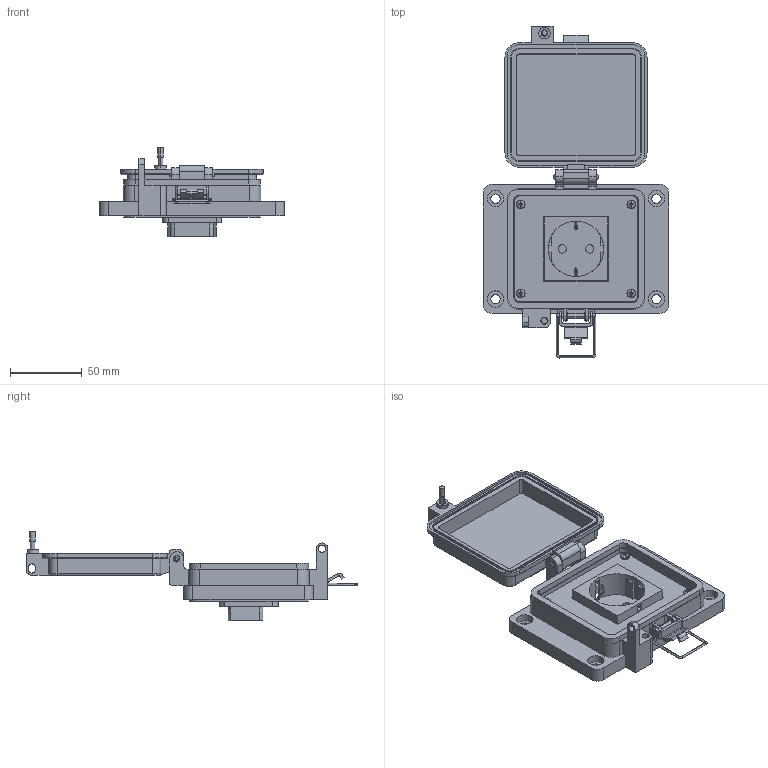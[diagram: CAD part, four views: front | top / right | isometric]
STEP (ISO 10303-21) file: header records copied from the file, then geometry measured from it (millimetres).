
FILE_DESCRIPTION (( 'STEP AP203' ), '1' );
FILE_NAME ('P-XX-K3RE0_3D.STEP', '2021-04-06T16:12:17', ( '' ), ( '' ), 'SwSTEP 2.0', 'SolidWorks 2019', '' );
FILE_SCHEMA (( 'CONFIG_CONTROL_DESIGN' ));
Length unit declared in the file: millimetre
Products named in the file (8): Z-H-K3_B; Z-200-OTLT-RE; P-XX-K3RE0_BP180_1; P-XX-K3RE0_3D; RE; P-XX-K3RE0_FP060_1; -K3; 92005A124_METRIC PAN HEAD PHILLIPS MACHINE SCREW_92005A124
Assembly tree (10 placements, depth 3):
  P-XX-K3RE0_3D
    P-XX-K3RE0_BP180_1
    P-XX-K3RE0_FP060_1
    RE
      Z-200-OTLT-RE
    -K3
      Z-H-K3_B
    92005A124_METRIC PAN HEAD PHILLIPS MACHINE SCREW_92005A124  x4
Bounding box: 129 x 231.18 x 62.24 mm (x, y, z)
Volume: 188824.4 mm3; surface area: 108919.2 mm2
Topology: 17 solids, 17 shells, 1478 faces, 4200 edges, 2782 vertices
Faces by surface type: cylinder 849, plane 473, bspline 72, cone 44, torus 32, sphere 8
Entity records: 35368 total; most frequent: CARTESIAN_POINT 10807, ORIENTED_EDGE 5244, DIRECTION 4656, EDGE_CURVE 2622, VERTEX_POINT 1735, AXIS2_PLACEMENT_3D 1572, LINE 1512, VECTOR 1512
